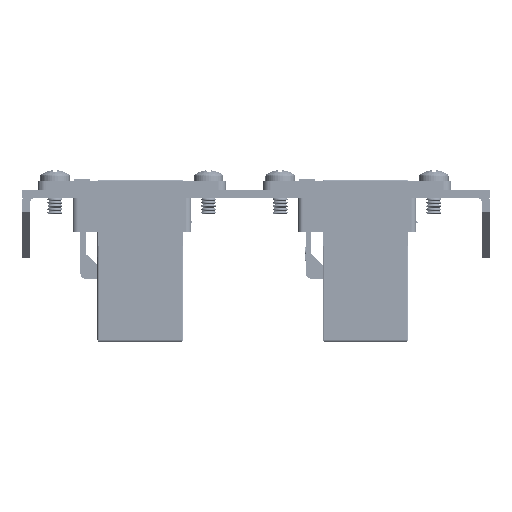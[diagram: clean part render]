
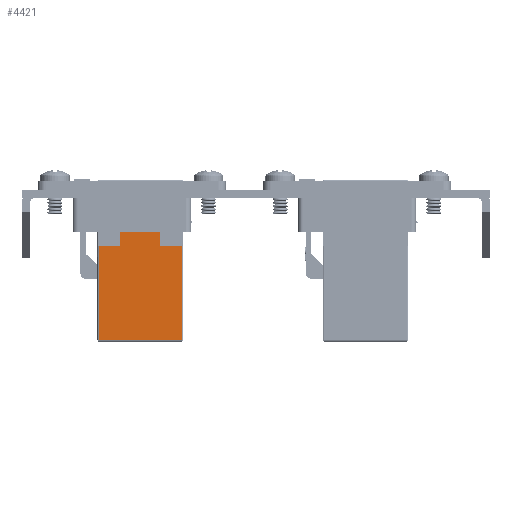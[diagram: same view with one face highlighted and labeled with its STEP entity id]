
A CAD part, left-side view. The second image highlights one B-rep face of the part: STEP entity #4421.
In plain terms, the highlighted face is planar.
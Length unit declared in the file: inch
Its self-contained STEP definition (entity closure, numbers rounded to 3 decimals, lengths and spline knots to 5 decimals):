
#1323 = VERTEX_POINT ( 'NONE', #17645 ) ;
#1816 = CARTESIAN_POINT ( 'NONE',  ( 0.2874, 0.11024, -0.14961 ) ) ;
#2662 = LINE ( 'NONE', #76167, #49578 ) ;
#2750 = VERTEX_POINT ( 'NONE', #69928 ) ;
#3889 = CARTESIAN_POINT ( 'NONE',  ( 0.2874, 0.20984, 0.14961 ) ) ;
#4421 = ADVANCED_FACE ( 'NONE', ( #47575 ), #66396, .F. ) ;
#5194 = DIRECTION ( 'NONE',  ( 0., 0., -1. ) ) ;
#6578 = ORIENTED_EDGE ( 'NONE', *, *, #21012, .F. ) ;
#8685 = ORIENTED_EDGE ( 'NONE', *, *, #45129, .T. ) ;
#9286 = DIRECTION ( 'NONE',  ( 0., -1., 0. ) ) ;
#10154 = CARTESIAN_POINT ( 'NONE',  ( 0.2874, 0.11417, -0.14961 ) ) ;
#12403 = EDGE_CURVE ( 'NONE', #68071, #31848, #48212, .T. ) ;
#12938 = LINE ( 'NONE', #37300, #30579 ) ;
#14656 = VECTOR ( 'NONE', #69777, 39.37008 ) ;
#15089 = EDGE_LOOP ( 'NONE', ( #35150, #46164, #68230, #49222, #62208, #42465, #6578, #73067, #67554, #8685 ) ) ;
#15760 = CARTESIAN_POINT ( 'NONE',  ( 0.2874, 0.11024, 0.14961 ) ) ;
#16198 = DIRECTION ( 'NONE',  ( 0., 1., 0. ) ) ;
#16554 = LINE ( 'NONE', #38669, #14656 ) ;
#17645 = CARTESIAN_POINT ( 'NONE',  ( 0.2874, 0.11417, 0.14961 ) ) ;
#18478 = EDGE_CURVE ( 'NONE', #20598, #52764, #40685, .T. ) ;
#18531 = EDGE_CURVE ( 'NONE', #52764, #2750, #51190, .T. ) ;
#19302 = CARTESIAN_POINT ( 'NONE',  ( 0.2874, 0.11417, 0.14961 ) ) ;
#20560 = AXIS2_PLACEMENT_3D ( 'NONE', #66121, #65055, #64891 ) ;
#20598 = VERTEX_POINT ( 'NONE', #10154 ) ;
#21012 = EDGE_CURVE ( 'NONE', #1323, #75422, #61542, .T. ) ;
#21647 = EDGE_CURVE ( 'NONE', #31848, #1323, #67266, .T. ) ;
#23060 = CARTESIAN_POINT ( 'NONE',  ( 0.2874, -0.59055, 0.30709 ) ) ;
#23232 = VERTEX_POINT ( 'NONE', #23060 ) ;
#28285 = DIRECTION ( 'NONE',  ( 0., 0., -1. ) ) ;
#30354 = EDGE_CURVE ( 'NONE', #67050, #20598, #16554, .T. ) ;
#30579 = VECTOR ( 'NONE', #42903, 39.37008 ) ;
#31848 = VERTEX_POINT ( 'NONE', #15760 ) ;
#34143 = CARTESIAN_POINT ( 'NONE',  ( 0.2874, 0.20984, 0.3189 ) ) ;
#35150 = ORIENTED_EDGE ( 'NONE', *, *, #73164, .T. ) ;
#36866 = VECTOR ( 'NONE', #5194, 39.37008 ) ;
#37300 = CARTESIAN_POINT ( 'NONE',  ( 0.2874, -0.59055, -0.3189 ) ) ;
#38669 = CARTESIAN_POINT ( 'NONE',  ( 0.2874, 0.20984, -0.14961 ) ) ;
#40485 = CARTESIAN_POINT ( 'NONE',  ( 0.2874, 0.11024, 0.30709 ) ) ;
#40685 = LINE ( 'NONE', #47170, #69503 ) ;
#42187 = CARTESIAN_POINT ( 'NONE',  ( 0.2874, 0.20984, 0.14961 ) ) ;
#42465 = ORIENTED_EDGE ( 'NONE', *, *, #68878, .F. ) ;
#42903 = DIRECTION ( 'NONE',  ( 0., 0., -1. ) ) ;
#43296 = VECTOR ( 'NONE', #16198, 39.37008 ) ;
#45129 = EDGE_CURVE ( 'NONE', #68071, #23232, #72273, .T. ) ;
#46083 = DIRECTION ( 'NONE',  ( 0., 1., 0. ) ) ;
#46164 = ORIENTED_EDGE ( 'NONE', *, *, #51881, .T. ) ;
#47170 = CARTESIAN_POINT ( 'NONE',  ( 0.2874, 0.11417, -0.14961 ) ) ;
#47575 = FACE_OUTER_BOUND ( 'NONE', #15089, .T. ) ;
#47964 = CARTESIAN_POINT ( 'NONE',  ( 0.2874, 0.11024, -0.3189 ) ) ;
#48212 = LINE ( 'NONE', #67164, #78917 ) ;
#49222 = ORIENTED_EDGE ( 'NONE', *, *, #18478, .F. ) ;
#49578 = VECTOR ( 'NONE', #46083, 39.37008 ) ;
#50890 = VECTOR ( 'NONE', #68347, 39.37008 ) ;
#51190 = LINE ( 'NONE', #47964, #36866 ) ;
#51881 = EDGE_CURVE ( 'NONE', #76803, #2750, #2662, .T. ) ;
#52764 = VERTEX_POINT ( 'NONE', #1816 ) ;
#52948 = VECTOR ( 'NONE', #28285, 39.37008 ) ;
#61542 = LINE ( 'NONE', #3889, #43296 ) ;
#62208 = ORIENTED_EDGE ( 'NONE', *, *, #30354, .F. ) ;
#64464 = CARTESIAN_POINT ( 'NONE',  ( 0.2874, 0.60236, 0.30709 ) ) ;
#64891 = DIRECTION ( 'NONE',  ( 0., 0., 1. ) ) ;
#65055 = DIRECTION ( 'NONE',  ( -1., 0., 0. ) ) ;
#66121 = CARTESIAN_POINT ( 'NONE',  ( 0.2874, 0.60236, -0.3189 ) ) ;
#66396 = PLANE ( 'NONE',  #20560 ) ;
#67050 = VERTEX_POINT ( 'NONE', #70742 ) ;
#67164 = CARTESIAN_POINT ( 'NONE',  ( 0.2874, 0.11024, 0.3189 ) ) ;
#67266 = LINE ( 'NONE', #19302, #50890 ) ;
#67554 = ORIENTED_EDGE ( 'NONE', *, *, #12403, .F. ) ;
#68071 = VERTEX_POINT ( 'NONE', #40485 ) ;
#68230 = ORIENTED_EDGE ( 'NONE', *, *, #18531, .F. ) ;
#68347 = DIRECTION ( 'NONE',  ( 0., 1., 0. ) ) ;
#68878 = EDGE_CURVE ( 'NONE', #75422, #67050, #71219, .T. ) ;
#69503 = VECTOR ( 'NONE', #71883, 39.37008 ) ;
#69777 = DIRECTION ( 'NONE',  ( 0., -1., 0. ) ) ;
#69928 = CARTESIAN_POINT ( 'NONE',  ( 0.2874, 0.11024, -0.30709 ) ) ;
#70368 = VECTOR ( 'NONE', #9286, 39.37008 ) ;
#70742 = CARTESIAN_POINT ( 'NONE',  ( 0.2874, 0.20984, -0.14961 ) ) ;
#71219 = LINE ( 'NONE', #34143, #52948 ) ;
#71883 = DIRECTION ( 'NONE',  ( 0., -1., 0. ) ) ;
#72273 = LINE ( 'NONE', #64464, #70368 ) ;
#73067 = ORIENTED_EDGE ( 'NONE', *, *, #21647, .F. ) ;
#73164 = EDGE_CURVE ( 'NONE', #23232, #76803, #12938, .T. ) ;
#73294 = DIRECTION ( 'NONE',  ( 0., 0., -1. ) ) ;
#73582 = CARTESIAN_POINT ( 'NONE',  ( 0.2874, -0.59055, -0.30709 ) ) ;
#75422 = VERTEX_POINT ( 'NONE', #42187 ) ;
#76167 = CARTESIAN_POINT ( 'NONE',  ( 0.2874, 0.60236, -0.30709 ) ) ;
#76803 = VERTEX_POINT ( 'NONE', #73582 ) ;
#78917 = VECTOR ( 'NONE', #73294, 39.37008 ) ;
